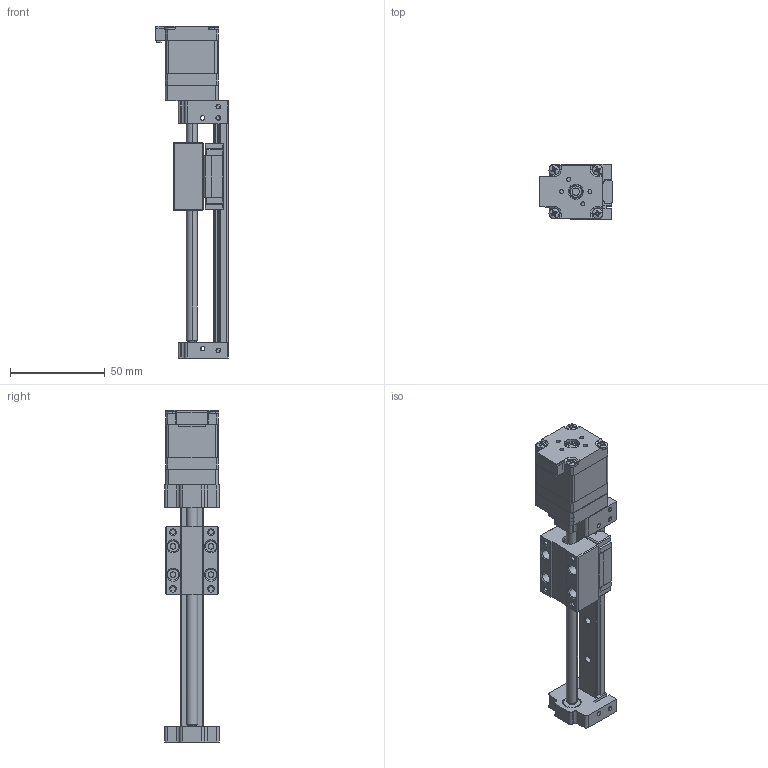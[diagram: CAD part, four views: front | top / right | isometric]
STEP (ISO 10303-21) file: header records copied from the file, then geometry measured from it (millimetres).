
FILE_DESCRIPTION (( 'STEP AP203' ), '1' );
FILE_NAME ('MS28-3D10T-LAE2-60-0.STEP', '2019-05-06T05:44:53', ( '' ), ( '' ), 'SwSTEP 2.0', 'SolidWorks 2014', '' );
FILE_SCHEMA (( 'CONFIG_CONTROL_DESIGN' ));
Length unit declared in the file: inch
Products named in the file (1): MS28-3D10T-LAE2-60-0
Bounding box: 38.2 x 29 x 175.6 mm (x, y, z)
Surface area: 31053.5 mm2 (no closed solid volume)
Topology: 0 solids, 34 shells, 588 faces, 1975 edges, 1408 vertices
Faces by surface type: plane 303, cylinder 177, cone 80, torus 20, sphere 8
Entity records: 22125 total; most frequent: CARTESIAN_POINT 4667, DIRECTION 3720, ORIENTED_EDGE 3256, EDGE_CURVE 1975, VERTEX_POINT 1408, AXIS2_PLACEMENT_3D 1283, LINE 1154, VECTOR 1154
